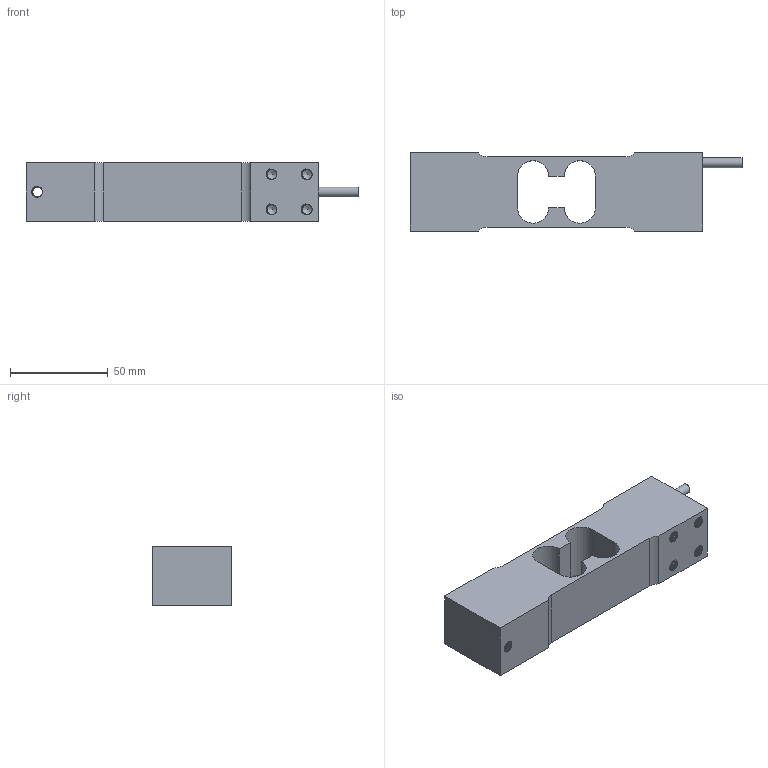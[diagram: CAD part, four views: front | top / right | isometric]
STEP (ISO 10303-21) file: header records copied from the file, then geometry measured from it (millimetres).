
FILE_DESCRIPTION(/* description */ (''),/* implementation_level */ '2;1');
FILE_NAME(/* name */ '108TAAD-(30-150)kg v2.step',/* time_stamp */ '2020-01-28T13:46:58-08:00',/* author */ (''),/* organization */ (''),/* preprocessor_version */ 'ST-DEVELOPER v18',/* originating_system */ 'Autodesk Translation Framework v8.12.0.6',/* authorisation */ '');
FILE_SCHEMA (('AUTOMOTIVE_DESIGN { 1 0 10303 214 3 1 1 }'));
Length unit declared in the file: millimetre
Products named in the file (1): 108TAAD-(30-150)kg
Bounding box: 170 x 40 x 30 mm (x, y, z)
Volume: 137690.6 mm3; surface area: 29799 mm2
Topology: 1 solids, 1 shells, 396 faces, 1023 edges, 630 vertices
Faces by surface type: cylinder 355, plane 21, bspline 14, cone 6
Full cylindrical faces by diameter (mm): 5.035 x163, 5.1 x1, 6.147 x155
Entity records: 28072 total; most frequent: CARTESIAN_POINT 19642, ORIENTED_EDGE 2034, DIRECTION 1265, EDGE_CURVE 1017, VERTEX_POINT 630, B_SPLINE_CURVE_WITH_KNOTS 576, AXIS2_PLACEMENT_3D 441, EDGE_LOOP 407
